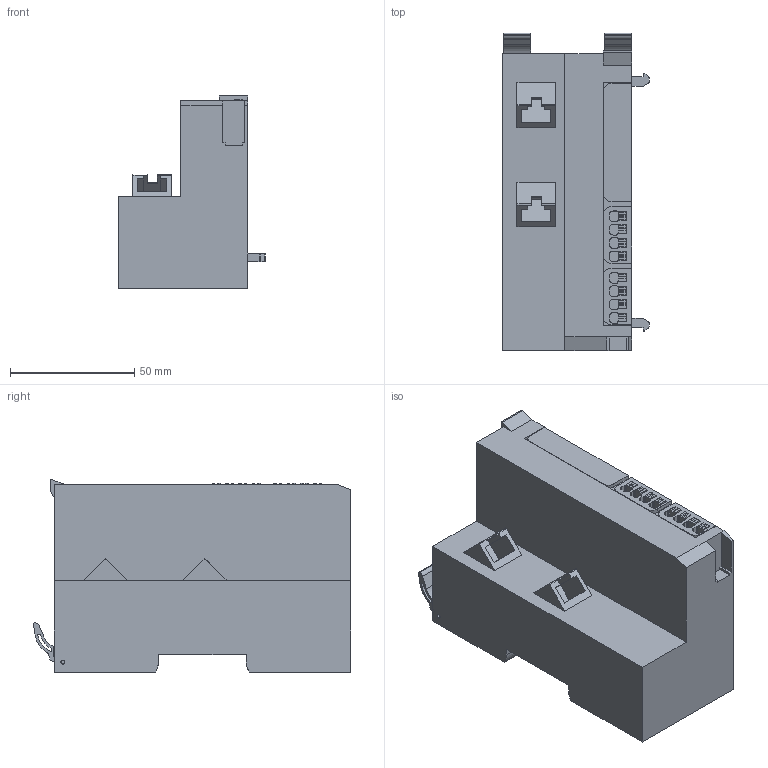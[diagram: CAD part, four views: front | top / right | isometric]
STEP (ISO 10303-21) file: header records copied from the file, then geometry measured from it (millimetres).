
FILE_DESCRIPTION(('CATIA V5 STEP Exchange','CAx-IF Rec.Pracs.--- Model Styling and Organization---1.4--- 2014-01-23'),'2;1');
FILE_NAME ('D1416232_3', '2021-02-18T13:07:28+00:00', ('none'), ('Weidmueller'), 'CATIA Version 5-6 Release 2016 SP3 HF44', 'CATIA V5 STEP AP214', 'none');
FILE_SCHEMA(('AUTOMOTIVE_DESIGN { 1 0 10303 214 1 1 1 1 }'));
Length unit declared in the file: millimetre
Products named in the file (1): S3D_UC20-XXX-RJ45_DUMMY
Bounding box: 59 x 127.88 x 77.45 mm (x, y, z)
Volume: 339555.6 mm3; surface area: 47924 mm2
Topology: 15 solids, 15 shells, 482 faces, 1323 edges, 892 vertices
Faces by surface type: plane 344, cylinder 138
Entity records: 15551 total; most frequent: CARTESIAN_POINT 2756, ORIENTED_EDGE 2646, DIRECTION 2249, EDGE_CURVE 1323, VECTOR 1015, LINE 1015, VERTEX_POINT 892, AXIS2_PLACEMENT_3D 767
